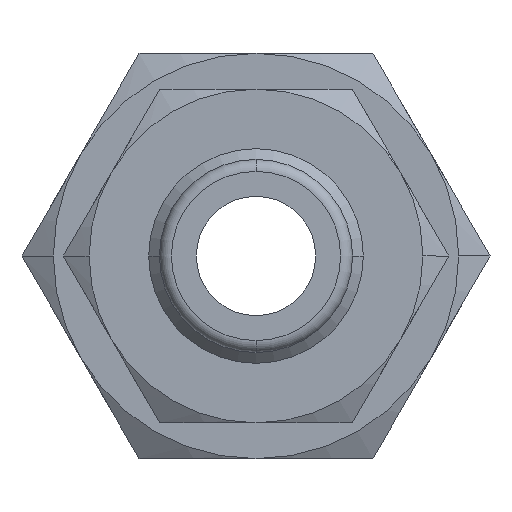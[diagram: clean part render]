
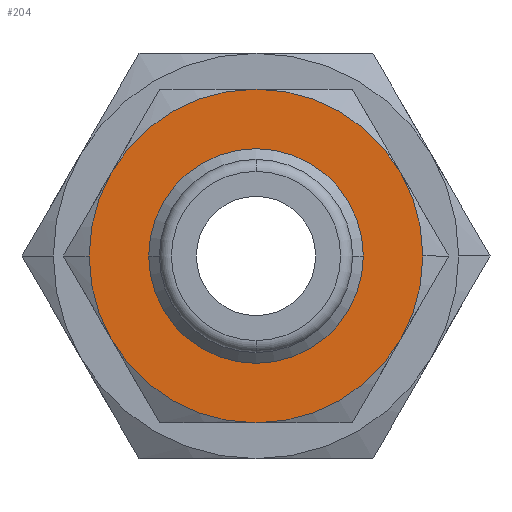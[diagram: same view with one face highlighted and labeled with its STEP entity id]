
A CAD part, front view. The second image highlights one B-rep face of the part: STEP entity #204.
In plain terms, the highlighted planar face has unit normal (0, -1, 0).
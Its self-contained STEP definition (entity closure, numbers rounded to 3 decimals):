
#204=ADVANCED_FACE('',(#405,#406),#407,.T.);
#405=FACE_OUTER_BOUND('',#602,.T.);
#406=FACE_BOUND('',#603,.T.);
#407=PLANE('',#604);
#602=EDGE_LOOP('',(#1099,#1100,#1101,#1102,#1103,#1104,#1105,#1106));
#603=EDGE_LOOP('',(#1107,#1108));
#604=AXIS2_PLACEMENT_3D('',#1109,#1110,#1111);
#1099=ORIENTED_EDGE('',*,*,#1207,.F.);
#1100=ORIENTED_EDGE('',*,*,#1290,.F.);
#1101=ORIENTED_EDGE('',*,*,#1358,.F.);
#1102=ORIENTED_EDGE('',*,*,#1361,.F.);
#1103=ORIENTED_EDGE('',*,*,#1364,.F.);
#1104=ORIENTED_EDGE('',*,*,#1334,.F.);
#1105=ORIENTED_EDGE('',*,*,#1309,.F.);
#1106=ORIENTED_EDGE('',*,*,#1293,.F.);
#1107=ORIENTED_EDGE('',*,*,#1351,.F.);
#1108=ORIENTED_EDGE('',*,*,#1317,.F.);
#1109=CARTESIAN_POINT('',(3.5,14.0,0.0));
#1110=DIRECTION('',(-0.0,-1.0,-0.0));
#1111=DIRECTION('',(-1.0,0.0,0.0));
#1207=EDGE_CURVE('',#1465,#1462,#1467,.T.);
#1290=EDGE_CURVE('',#1511,#1465,#1595,.T.);
#1293=EDGE_CURVE('',#1462,#1522,#1598,.T.);
#1309=EDGE_CURVE('',#1522,#1567,#1622,.T.);
#1317=EDGE_CURVE('',#1631,#1633,#1634,.T.);
#1334=EDGE_CURVE('',#1567,#1638,#1652,.T.);
#1351=EDGE_CURVE('',#1633,#1631,#1669,.T.);
#1358=EDGE_CURVE('',#1538,#1511,#1676,.T.);
#1361=EDGE_CURVE('',#1678,#1538,#1680,.T.);
#1364=EDGE_CURVE('',#1638,#1678,#1683,.T.);
#1462=VERTEX_POINT('',#1953);
#1465=VERTEX_POINT('',#1957);
#1467=CIRCLE('',#1970,7.0);
#1511=VERTEX_POINT('',#2044);
#1522=VERTEX_POINT('',#2090);
#1538=VERTEX_POINT('',#2152);
#1567=VERTEX_POINT('',#2217);
#1595=CIRCLE('',#2295,7.0);
#1598=CIRCLE('',#2309,7.0);
#1622=CIRCLE('',#2335,7.0);
#1631=VERTEX_POINT('',#2346);
#1633=VERTEX_POINT('',#2349);
#1634=CIRCLE('',#2350,4.5);
#1638=VERTEX_POINT('',#2355);
#1652=CIRCLE('',#2426,7.0);
#1669=CIRCLE('',#2445,4.5);
#1676=CIRCLE('',#2452,7.0);
#1678=VERTEX_POINT('',#2454);
#1680=CIRCLE('',#2457,7.0);
#1683=CIRCLE('',#2460,7.0);
#1953=CARTESIAN_POINT('',(7.0,14.0,0.));
#1957=CARTESIAN_POINT('',(6.062,14.0,3.5));
#1970=AXIS2_PLACEMENT_3D('',#2555,#2556,#2557);
#2044=CARTESIAN_POINT('',(0.,14.0,7.0));
#2090=CARTESIAN_POINT('',(6.062,14.0,-3.5));
#2152=CARTESIAN_POINT('',(-6.062,14.0,3.5));
#2217=CARTESIAN_POINT('',(0.0,14.0,-7.0));
#2295=AXIS2_PLACEMENT_3D('',#2660,#2661,#2662);
#2309=AXIS2_PLACEMENT_3D('',#2663,#2664,#2665);
#2335=AXIS2_PLACEMENT_3D('',#2692,#2693,#2694);
#2346=CARTESIAN_POINT('',(4.5,14.0,0.));
#2349=CARTESIAN_POINT('',(-4.5,14.0,0.));
#2350=AXIS2_PLACEMENT_3D('',#2704,#2705,#2706);
#2355=CARTESIAN_POINT('',(-6.062,14.0,-3.5));
#2426=AXIS2_PLACEMENT_3D('',#2716,#2717,#2718);
#2445=AXIS2_PLACEMENT_3D('',#2736,#2737,#2738);
#2452=AXIS2_PLACEMENT_3D('',#2745,#2746,#2747);
#2454=CARTESIAN_POINT('',(-7.0,14.0,0.));
#2457=AXIS2_PLACEMENT_3D('',#2749,#2750,#2751);
#2460=AXIS2_PLACEMENT_3D('',#2752,#2753,#2754);
#2555=CARTESIAN_POINT('',(0.0,14.0,0.0));
#2556=DIRECTION('',(-0.0,1.0,0.0));
#2557=DIRECTION('',(1.0,0.0,0.0));
#2660=CARTESIAN_POINT('',(0.0,14.0,0.0));
#2661=DIRECTION('',(-0.0,1.0,0.0));
#2662=DIRECTION('',(1.0,0.0,0.0));
#2663=CARTESIAN_POINT('',(0.0,14.0,0.0));
#2664=DIRECTION('',(-0.0,1.0,0.0));
#2665=DIRECTION('',(1.0,0.0,0.0));
#2692=CARTESIAN_POINT('',(0.0,14.0,0.0));
#2693=DIRECTION('',(-0.0,1.0,0.0));
#2694=DIRECTION('',(1.0,0.0,0.0));
#2704=CARTESIAN_POINT('',(0.0,14.0,0.0));
#2705=DIRECTION('',(0.0,-1.0,0.0));
#2706=DIRECTION('',(1.0,0.0,0.0));
#2716=CARTESIAN_POINT('',(0.0,14.0,0.0));
#2717=DIRECTION('',(-0.0,1.0,0.0));
#2718=DIRECTION('',(1.0,0.0,0.0));
#2736=CARTESIAN_POINT('',(0.0,14.0,0.0));
#2737=DIRECTION('',(0.0,-1.0,0.0));
#2738=DIRECTION('',(1.0,0.0,0.0));
#2745=CARTESIAN_POINT('',(0.0,14.0,0.0));
#2746=DIRECTION('',(-0.0,1.0,0.0));
#2747=DIRECTION('',(1.0,0.0,0.0));
#2749=CARTESIAN_POINT('',(0.0,14.0,0.0));
#2750=DIRECTION('',(-0.0,1.0,0.0));
#2751=DIRECTION('',(1.0,0.0,0.0));
#2752=CARTESIAN_POINT('',(0.0,14.0,0.0));
#2753=DIRECTION('',(-0.0,1.0,0.0));
#2754=DIRECTION('',(1.0,0.0,0.0));
